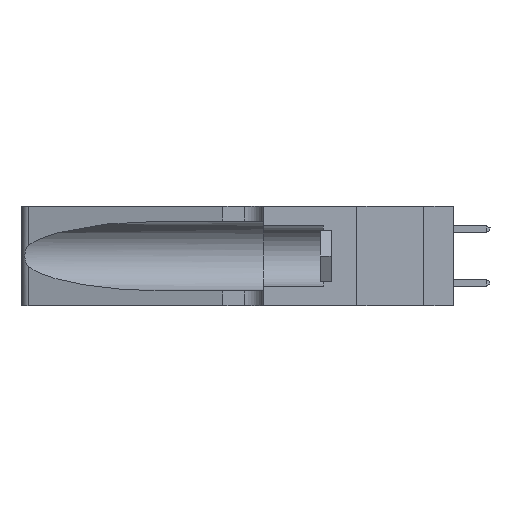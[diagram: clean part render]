
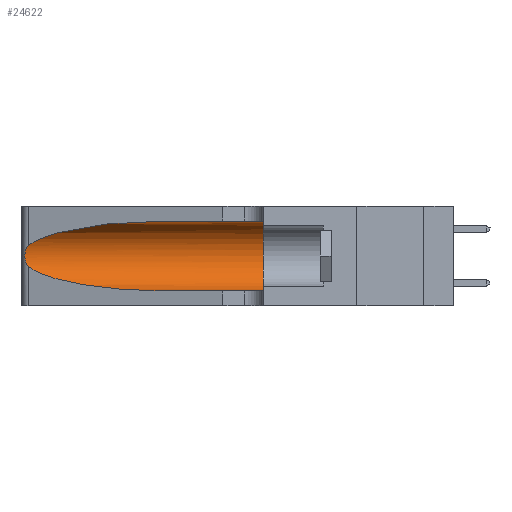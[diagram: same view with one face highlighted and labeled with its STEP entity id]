
A CAD part, left-side view. The second image highlights one B-rep face of the part: STEP entity #24622.
In plain terms, the highlighted cylindrical face has radius 3.308 mm (diameter 6.617 mm), a partial arc.
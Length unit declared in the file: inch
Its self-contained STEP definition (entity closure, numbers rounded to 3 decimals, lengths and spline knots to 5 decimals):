
#985 = DIRECTION ( 'NONE',  ( 0., -1., 0. ) ) ;
#1308 = VECTOR ( 'NONE', #22389, 39.37008 ) ;
#2685 = CARTESIAN_POINT ( 'NONE',  ( 0.26018, 1.23835, 0.19895 ) ) ;
#3298 = DIRECTION ( 'NONE',  ( 0., 1., 0. ) ) ;
#3337 = CARTESIAN_POINT ( 'NONE',  ( 0.2373, 1.15595, 0.28018 ) ) ;
#3355 = CARTESIAN_POINT ( 'NONE',  ( 0.1305, 0.35, 0.31525 ) ) ;
#4160 = EDGE_CURVE ( 'NONE', #19006, #8165, #25646, .T. ) ;
#4605 = LINE ( 'NONE', #6402, #29444 ) ;
#4822 = CARTESIAN_POINT ( 'NONE',  ( 0.2373, 1.15595, 0.08982 ) ) ;
#5003 = CARTESIAN_POINT ( 'NONE',  ( 0.25487, 1.22718, 0.22369 ) ) ;
#5203 = CARTESIAN_POINT ( 'NONE',  ( 0.25639, 1.23184, 0.21858 ) ) ;
#5550 = ORIENTED_EDGE ( 'NONE', *, *, #25468, .T. ) ;
#5670 = EDGE_CURVE ( 'NONE', #22806, #19006, #4605, .T. ) ;
#6396 = CARTESIAN_POINT ( 'NONE',  ( 0.1305, 0.35, 0.05475 ) ) ;
#6402 = CARTESIAN_POINT ( 'NONE',  ( 0.1305, 1.61858, 0.31525 ) ) ;
#6654 = EDGE_CURVE ( 'NONE', #11207, #22560, #17035, .T. ) ;
#7039 = CYLINDRICAL_SURFACE ( 'NONE', #19733, 0.13025 ) ;
#8165 = VERTEX_POINT ( 'NONE', #6396 ) ;
#8476 = AXIS2_PLACEMENT_3D ( 'NONE', #12738, #3298, #18813 ) ;
#8870 = ORIENTED_EDGE ( 'NONE', *, *, #4160, .F. ) ;
#9346 = CARTESIAN_POINT ( 'NONE',  ( 0.26017, 1.23833, 0.17102 ) ) ;
#9995 = CARTESIAN_POINT ( 'NONE',  ( 0.1305, 0.72297, 0.31525 ) ) ;
#10235 = CARTESIAN_POINT ( 'NONE',  ( 0.1305, 0.72297, 0.31525 ) ) ;
#11207 = VERTEX_POINT ( 'NONE', #5003 ) ;
#11839 = EDGE_CURVE ( 'NONE', #22560, #12298, #20781, .T. ) ;
#12001 = CARTESIAN_POINT ( 'NONE',  ( 0.1305, 0.72297, 0.05475 ) ) ;
#12298 = VERTEX_POINT ( 'NONE', #28520 ) ;
#12738 = CARTESIAN_POINT ( 'NONE',  ( 0.1305, 0.35, 0.185 ) ) ;
#12884 = CARTESIAN_POINT ( 'NONE',  ( 0.25487, 1.22718, 0.22369 ) ) ;
#12976 = CARTESIAN_POINT ( 'NONE',  ( 0.25787, 1.23484, 0.2124 ) ) ;
#13241 =( BOUNDED_CURVE ( )  B_SPLINE_CURVE ( 3, ( #9995, #14957, #3337, #12884 ),
 .UNSPECIFIED., .F., .T. ) 
 B_SPLINE_CURVE_WITH_KNOTS ( ( 4, 4 ),
 ( 1.5708, 2.84003 ),
 .UNSPECIFIED. ) 
 CURVE ( )  GEOMETRIC_REPRESENTATION_ITEM ( )  RATIONAL_B_SPLINE_CURVE ( ( 1., 0.87, 0.87, 1. ) ) 
 REPRESENTATION_ITEM ( '' )  );
#13372 = ORIENTED_EDGE ( 'NONE', *, *, #6654, .T. ) ;
#13434 = DIRECTION ( 'NONE',  ( 0., 0., -1. ) ) ;
#13717 = LINE ( 'NONE', #21592, #1308 ) ;
#14505 = CARTESIAN_POINT ( 'NONE',  ( 0.18966, 0.96281, 0.05475 ) ) ;
#14957 = CARTESIAN_POINT ( 'NONE',  ( 0.18966, 0.96281, 0.31525 ) ) ;
#15045 = ORIENTED_EDGE ( 'NONE', *, *, #11839, .T. ) ;
#15168 = CARTESIAN_POINT ( 'NONE',  ( 0.26075, 1.23896, 0.178 ) ) ;
#16126 = CARTESIAN_POINT ( 'NONE',  ( 0.25487, 1.22718, 0.14631 ) ) ;
#16904 = EDGE_LOOP ( 'NONE', ( #5550, #13372, #15045, #19962, #8870, #23535 ) ) ;
#17018 = CARTESIAN_POINT ( 'NONE',  ( 0.25854, 1.2359, 0.20912 ) ) ;
#17035 = B_SPLINE_CURVE_WITH_KNOTS ( 'NONE', 3,
 ( #19265, #24381, #5203, #12976, #17018, #2685, #26635, #15168, #9346, #25234, #28833, #26468, #24372, #27296 ),
 .UNSPECIFIED., .F., .F.,
 ( 4, 2, 2, 2, 2, 2, 4 ),
 ( 0., 0.00027, 0.00053, 0.00107, 0.0016, 0.00187, 0.00214 ),
 .UNSPECIFIED. ) ;
#18813 = DIRECTION ( 'NONE',  ( 0., 0., 1. ) ) ;
#19006 = VERTEX_POINT ( 'NONE', #3355 ) ;
#19265 = CARTESIAN_POINT ( 'NONE',  ( 0.25487, 1.22718, 0.22369 ) ) ;
#19733 = AXIS2_PLACEMENT_3D ( 'NONE', #26149, #985, #13434 ) ;
#19962 = ORIENTED_EDGE ( 'NONE', *, *, #22093, .T. ) ;
#20781 =( BOUNDED_CURVE ( )  B_SPLINE_CURVE ( 3, ( #24682, #4822, #14505, #12001 ),
 .UNSPECIFIED., .F., .F. ) 
 B_SPLINE_CURVE_WITH_KNOTS ( ( 4, 4 ),
 ( 3.44316, 4.71239 ),
 .UNSPECIFIED. ) 
 CURVE ( )  GEOMETRIC_REPRESENTATION_ITEM ( )  RATIONAL_B_SPLINE_CURVE ( ( 1., 0.87, 0.87, 1. ) ) 
 REPRESENTATION_ITEM ( '' )  );
#21592 = CARTESIAN_POINT ( 'NONE',  ( 0.1305, 1.61858, 0.05475 ) ) ;
#22093 = EDGE_CURVE ( 'NONE', #12298, #8165, #13717, .T. ) ;
#22389 = DIRECTION ( 'NONE',  ( 0., -1., 0. ) ) ;
#22560 = VERTEX_POINT ( 'NONE', #16126 ) ;
#22806 = VERTEX_POINT ( 'NONE', #10235 ) ;
#23535 = ORIENTED_EDGE ( 'NONE', *, *, #5670, .F. ) ;
#23939 = DIRECTION ( 'NONE',  ( 0., -1., 0. ) ) ;
#24372 = CARTESIAN_POINT ( 'NONE',  ( 0.25555, 1.22993, 0.14849 ) ) ;
#24381 = CARTESIAN_POINT ( 'NONE',  ( 0.25555, 1.22994, 0.2215 ) ) ;
#24622 = ADVANCED_FACE ( 'NONE', ( #28324 ), #7039, .F. ) ;
#24682 = CARTESIAN_POINT ( 'NONE',  ( 0.25487, 1.22718, 0.14631 ) ) ;
#25234 = CARTESIAN_POINT ( 'NONE',  ( 0.25856, 1.23593, 0.16098 ) ) ;
#25468 = EDGE_CURVE ( 'NONE', #22806, #11207, #13241, .T. ) ;
#25646 = CIRCLE ( 'NONE', #8476, 0.13025 ) ;
#26149 = CARTESIAN_POINT ( 'NONE',  ( 0.1305, 1.61858, 0.185 ) ) ;
#26468 = CARTESIAN_POINT ( 'NONE',  ( 0.25639, 1.23186, 0.15144 ) ) ;
#26635 = CARTESIAN_POINT ( 'NONE',  ( 0.26075, 1.23896, 0.19203 ) ) ;
#27296 = CARTESIAN_POINT ( 'NONE',  ( 0.25487, 1.22718, 0.14631 ) ) ;
#28324 = FACE_OUTER_BOUND ( 'NONE', #16904, .T. ) ;
#28520 = CARTESIAN_POINT ( 'NONE',  ( 0.1305, 0.72297, 0.05475 ) ) ;
#28833 = CARTESIAN_POINT ( 'NONE',  ( 0.25789, 1.23486, 0.15765 ) ) ;
#29444 = VECTOR ( 'NONE', #23939, 39.37008 ) ;
